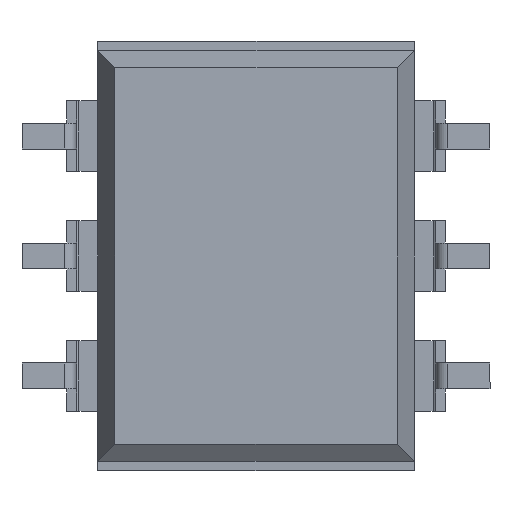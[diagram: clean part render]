
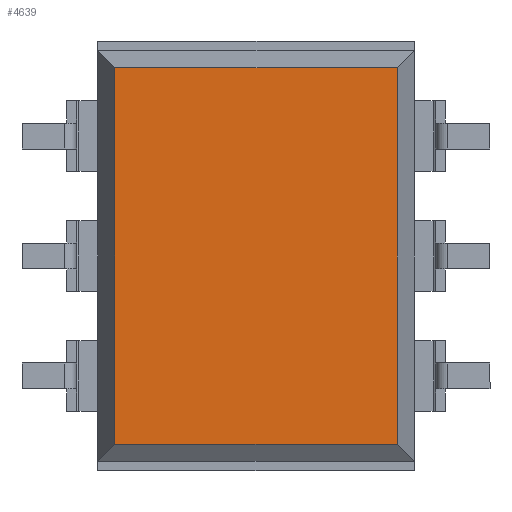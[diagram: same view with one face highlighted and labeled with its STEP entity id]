
A CAD part, front view. The second image highlights one B-rep face of the part: STEP entity #4639.
In plain terms, the highlighted planar face has unit normal (0, -1, 0).
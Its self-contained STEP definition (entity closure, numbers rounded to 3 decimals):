
#2 = VECTOR ( 'NONE', #4346, 1000. ) ;
#71 = DIRECTION ( 'NONE',  ( 0., 1., 0. ) ) ;
#197 = AXIS2_PLACEMENT_3D ( 'NONE', #1525, #71, #4420 ) ;
#255 = DIRECTION ( 'NONE',  ( 0., 0., -1. ) ) ;
#498 = EDGE_CURVE ( 'NONE', #3776, #2535, #5190, .T. ) ;
#737 = CARTESIAN_POINT ( 'NONE',  ( 2.986, 0.35, 4.545 ) ) ;
#907 = CARTESIAN_POINT ( 'NONE',  ( 3.35, 0.35, -3.981 ) ) ;
#1023 = LINE ( 'NONE', #2728, #1315 ) ;
#1315 = VECTOR ( 'NONE', #255, 1000. ) ;
#1525 = CARTESIAN_POINT ( 'NONE',  ( -2.986, 0.35, 4.545 ) ) ;
#1544 = FACE_OUTER_BOUND ( 'NONE', #3884, .T. ) ;
#2196 = CARTESIAN_POINT ( 'NONE',  ( -2.986, 0.35, -3.981 ) ) ;
#2253 = DIRECTION ( 'NONE',  ( 0., 0., -1. ) ) ;
#2259 = VECTOR ( 'NONE', #5475, 1000. ) ;
#2266 = VERTEX_POINT ( 'NONE', #2196 ) ;
#2512 = ORIENTED_EDGE ( 'NONE', *, *, #498, .T. ) ;
#2535 = VERTEX_POINT ( 'NONE', #6033 ) ;
#2677 = VECTOR ( 'NONE', #2253, 1000. ) ;
#2728 = CARTESIAN_POINT ( 'NONE',  ( -2.986, 0.35, 4.545 ) ) ;
#2770 = EDGE_CURVE ( 'NONE', #3776, #4670, #2900, .T. ) ;
#2900 = LINE ( 'NONE', #737, #2677 ) ;
#2941 = PLANE ( 'NONE',  #197 ) ;
#3086 = ORIENTED_EDGE ( 'NONE', *, *, #4319, .T. ) ;
#3456 = CARTESIAN_POINT ( 'NONE',  ( 2.986, 0.35, -3.981 ) ) ;
#3776 = VERTEX_POINT ( 'NONE', #6021 ) ;
#3884 = EDGE_LOOP ( 'NONE', ( #3086, #5343, #5807, #2512 ) ) ;
#4217 = LINE ( 'NONE', #907, #2 ) ;
#4319 = EDGE_CURVE ( 'NONE', #2535, #2266, #1023, .T. ) ;
#4346 = DIRECTION ( 'NONE',  ( -1., 0., 0. ) ) ;
#4420 = DIRECTION ( 'NONE',  ( -1., 0., 0. ) ) ;
#4639 = ADVANCED_FACE ( 'NONE', ( #1544 ), #2941, .F. ) ;
#4670 = VERTEX_POINT ( 'NONE', #3456 ) ;
#4998 = CARTESIAN_POINT ( 'NONE',  ( 3.35, 0.35, 3.981 ) ) ;
#5190 = LINE ( 'NONE', #4998, #2259 ) ;
#5343 = ORIENTED_EDGE ( 'NONE', *, *, #6245, .F. ) ;
#5475 = DIRECTION ( 'NONE',  ( -1., 0., 0. ) ) ;
#5807 = ORIENTED_EDGE ( 'NONE', *, *, #2770, .F. ) ;
#6021 = CARTESIAN_POINT ( 'NONE',  ( 2.986, 0.35, 3.981 ) ) ;
#6033 = CARTESIAN_POINT ( 'NONE',  ( -2.986, 0.35, 3.981 ) ) ;
#6245 = EDGE_CURVE ( 'NONE', #4670, #2266, #4217, .T. ) ;
